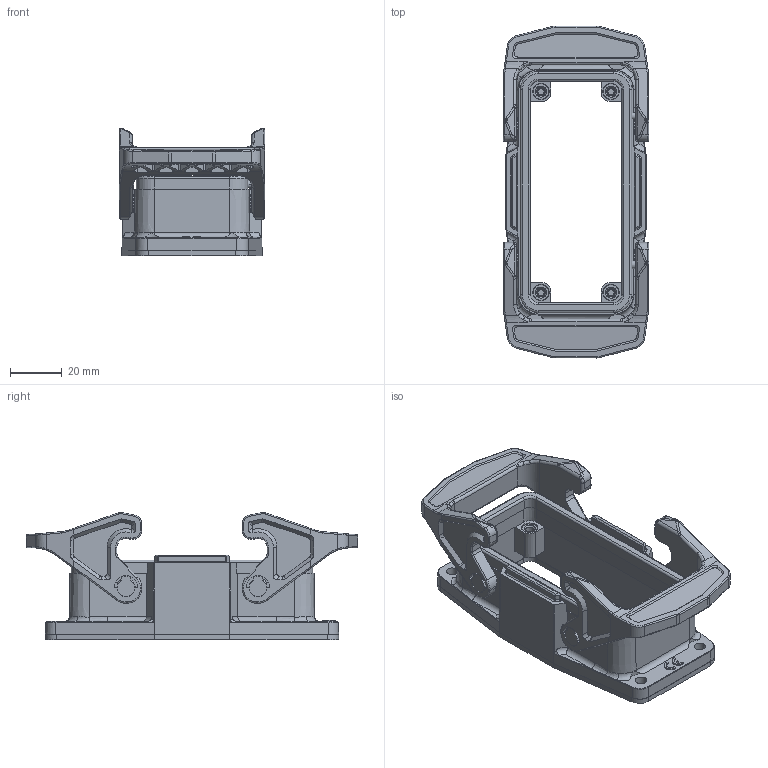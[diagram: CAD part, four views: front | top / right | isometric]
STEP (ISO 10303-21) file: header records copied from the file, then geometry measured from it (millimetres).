
FILE_DESCRIPTION(('CATIA V5 STEP Exchange','CAx-IF Rec.Pracs.--- Model Styling and Organization---1.5--- 2016-08-15','CAx-IF Rec.Pracs.---Supplemental Geometry---1.0---2011-11-01','CAx-IF Rec.Pracs.--- Composite Materials ---1.1---2010-07-15'),'2;1');
FILE_NAME ('2097233-4_0', '2025-02-24T06:29:35+00:00', ('none'), ('Weidmueller'), 'CATIA Version 5-6 Release 2022 SP4 HF5', 'CATIA V5 STEP AP214 v3', 'none');
FILE_SCHEMA(('AUTOMOTIVE_DESIGN { 1 0 10303 214 1 1 1 1 }'));
Products named in the file (1): 3107150000
Bounding box: 56 x 128 x 49.01 mm (x, y, z)
Volume: 70878.6 mm3; surface area: 36944.8 mm2
Topology: 1 solids, 1 shells, 1168 faces, 3353 edges, 2221 vertices
Faces by surface type: cylinder 499, plane 420, bspline 140, torus 57, cone 52
Entity records: 54054 total; most frequent: CARTESIAN_POINT 27056, ORIENTED_EDGE 6690, DIRECTION 3560, EDGE_CURVE 3345, VERTEX_POINT 2221, VECTOR 1456, LINE 1456, AXIS2_PLACEMENT_3D 1287
